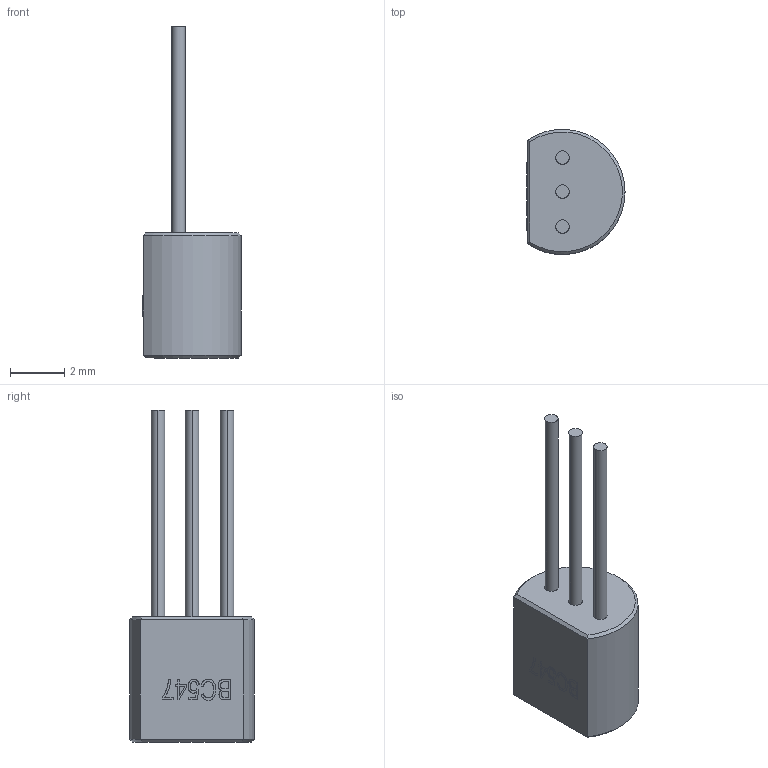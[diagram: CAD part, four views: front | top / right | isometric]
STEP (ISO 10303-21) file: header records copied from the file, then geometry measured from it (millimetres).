
FILE_DESCRIPTION (( 'STEP AP214' ), '1' );
FILE_NAME ('CFDBD51B-A93F-4CD5-8E89-80F049F4A94E.STEP', '2024-04-30T22:00:16', ( '' ), ( '' ), 'SwSTEP 2.0', 'SolidWorks 2022', '' );
FILE_SCHEMA (( 'AUTOMOTIVE_DESIGN' ));
Length unit declared in the file: millimetre
Products named in the file (1): CFDBD51B-A93F-4CD5-8E89-80F049F4A94E
Bounding box: 3.6 x 4.59 x 12.2 mm (x, y, z)
Volume: 68.5 mm3; surface area: 125.6 mm2
Topology: 1 solids, 1 shells, 92 faces, 232 edges, 153 vertices
Faces by surface type: plane 53, bspline 28, cylinder 8, cone 3
Entity records: 3957 total; most frequent: CARTESIAN_POINT 878, ORIENTED_EDGE 464, DIRECTION 321, EDGE_CURVE 232, VERTEX_POINT 153, VECTOR 153, LINE 153, EDGE_LOOP 103
